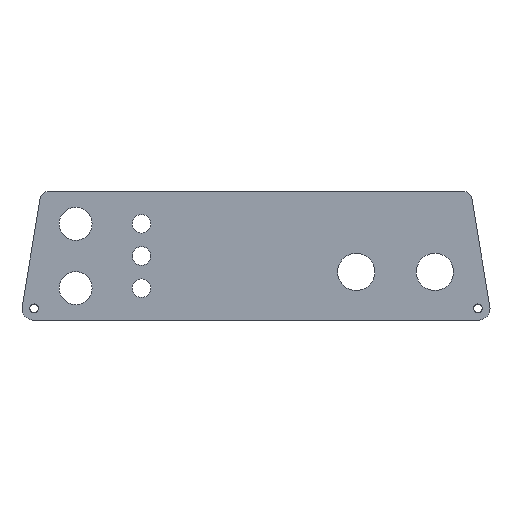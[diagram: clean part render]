
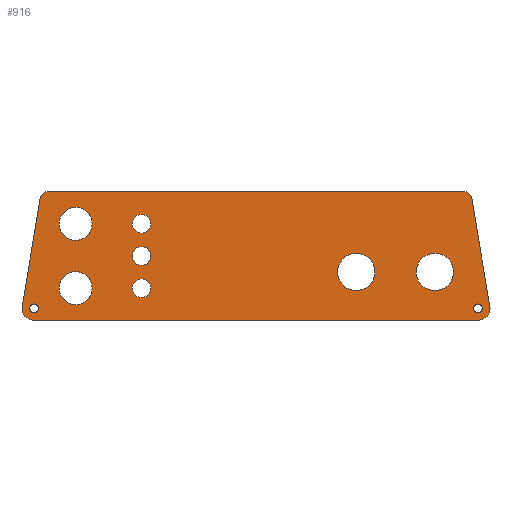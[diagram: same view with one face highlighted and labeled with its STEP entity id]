
A CAD part, top view. The second image highlights one B-rep face of the part: STEP entity #916.
In plain terms, the highlighted planar face has unit normal (0, 0, 1).
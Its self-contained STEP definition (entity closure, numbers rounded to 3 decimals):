
#63=CARTESIAN_POINT('Vertex',(-155.,0.,3.)) ;
#77=CARTESIAN_POINT('Vertex',(155.,0.,3.)) ;
#80=CARTESIAN_POINT('Line Origine',(0.,0.,3.)) ;
#108=CARTESIAN_POINT('Vertex',(163.356,9.864,3.)) ;
#111=CARTESIAN_POINT('Axis2P3D Location',(155.,8.471,3.)) ;
#139=CARTESIAN_POINT('Vertex',(150.822,85.068,3.)) ;
#142=CARTESIAN_POINT('Line Origine',(157.089,47.466,3.)) ;
#170=CARTESIAN_POINT('Vertex',(145.,90.,3.)) ;
#173=CARTESIAN_POINT('Axis2P3D Location',(145.,84.098,3.)) ;
#201=CARTESIAN_POINT('Vertex',(-145.,90.,3.)) ;
#204=CARTESIAN_POINT('Line Origine',(0.,90.,3.)) ;
#232=CARTESIAN_POINT('Vertex',(-150.822,85.068,3.)) ;
#235=CARTESIAN_POINT('Axis2P3D Location',(-145.,84.098,3.)) ;
#263=CARTESIAN_POINT('Vertex',(-163.356,9.864,3.)) ;
#266=CARTESIAN_POINT('Line Origine',(-157.089,47.466,3.)) ;
#288=CARTESIAN_POINT('Axis2P3D Location',(-155.,8.471,3.)) ;
#305=CARTESIAN_POINT('Axis2P3D Location',(70.,33.885,3.)) ;
#309=CARTESIAN_POINT('Vertex',(57.,33.885,3.)) ;
#311=CARTESIAN_POINT('Vertex',(83.,33.885,3.)) ;
#340=CARTESIAN_POINT('Axis2P3D Location',(70.,33.885,3.)) ;
#362=CARTESIAN_POINT('Axis2P3D Location',(125.,33.885,3.)) ;
#366=CARTESIAN_POINT('Vertex',(112.,33.885,3.)) ;
#368=CARTESIAN_POINT('Vertex',(138.,33.885,3.)) ;
#397=CARTESIAN_POINT('Axis2P3D Location',(125.,33.885,3.)) ;
#419=CARTESIAN_POINT('Axis2P3D Location',(-126.,67.5,3.)) ;
#423=CARTESIAN_POINT('Vertex',(-137.5,67.5,3.)) ;
#425=CARTESIAN_POINT('Vertex',(-114.5,67.5,3.)) ;
#454=CARTESIAN_POINT('Axis2P3D Location',(-126.,67.5,3.)) ;
#476=CARTESIAN_POINT('Axis2P3D Location',(-126.,22.5,3.)) ;
#480=CARTESIAN_POINT('Vertex',(-137.5,22.5,3.)) ;
#482=CARTESIAN_POINT('Vertex',(-114.5,22.5,3.)) ;
#511=CARTESIAN_POINT('Axis2P3D Location',(-126.,22.5,3.)) ;
#533=CARTESIAN_POINT('Axis2P3D Location',(-80.,22.5,3.)) ;
#537=CARTESIAN_POINT('Vertex',(-86.5,22.5,3.)) ;
#539=CARTESIAN_POINT('Vertex',(-73.5,22.5,3.)) ;
#568=CARTESIAN_POINT('Axis2P3D Location',(-80.,22.5,3.)) ;
#590=CARTESIAN_POINT('Axis2P3D Location',(-80.,45.,3.)) ;
#594=CARTESIAN_POINT('Vertex',(-86.5,45.,3.)) ;
#596=CARTESIAN_POINT('Vertex',(-73.5,45.,3.)) ;
#625=CARTESIAN_POINT('Axis2P3D Location',(-80.,45.,3.)) ;
#647=CARTESIAN_POINT('Axis2P3D Location',(-80.,67.5,3.)) ;
#651=CARTESIAN_POINT('Vertex',(-86.5,67.5,3.)) ;
#653=CARTESIAN_POINT('Vertex',(-73.5,67.5,3.)) ;
#682=CARTESIAN_POINT('Axis2P3D Location',(-80.,67.5,3.)) ;
#704=CARTESIAN_POINT('Axis2P3D Location',(155.,8.471,3.)) ;
#708=CARTESIAN_POINT('Vertex',(152.,8.471,3.)) ;
#710=CARTESIAN_POINT('Vertex',(158.,8.471,3.)) ;
#739=CARTESIAN_POINT('Axis2P3D Location',(155.,8.471,3.)) ;
#761=CARTESIAN_POINT('Axis2P3D Location',(-155.,8.471,3.)) ;
#765=CARTESIAN_POINT('Vertex',(-158.,8.471,3.)) ;
#767=CARTESIAN_POINT('Vertex',(-152.,8.471,3.)) ;
#796=CARTESIAN_POINT('Axis2P3D Location',(-155.,8.471,3.)) ;
#865=CARTESIAN_POINT('Axis2P3D Location',(0.,0.,3.)) ;
#81=DIRECTION('Vector Direction',(1.,0.,0.)) ;
#112=DIRECTION('Axis2P3D Direction',(0.,0.,1.)) ;
#143=DIRECTION('Vector Direction',(-0.164,0.986,0.)) ;
#174=DIRECTION('Axis2P3D Direction',(0.,0.,1.)) ;
#205=DIRECTION('Vector Direction',(-1.,0.,0.)) ;
#236=DIRECTION('Axis2P3D Direction',(0.,0.,1.)) ;
#267=DIRECTION('Vector Direction',(-0.164,-0.986,0.)) ;
#289=DIRECTION('Axis2P3D Direction',(0.,0.,1.)) ;
#306=DIRECTION('Axis2P3D Direction',(0.,0.,1.)) ;
#341=DIRECTION('Axis2P3D Direction',(0.,0.,1.)) ;
#363=DIRECTION('Axis2P3D Direction',(0.,0.,1.)) ;
#398=DIRECTION('Axis2P3D Direction',(0.,0.,1.)) ;
#420=DIRECTION('Axis2P3D Direction',(0.,0.,1.)) ;
#455=DIRECTION('Axis2P3D Direction',(0.,0.,1.)) ;
#477=DIRECTION('Axis2P3D Direction',(0.,0.,1.)) ;
#512=DIRECTION('Axis2P3D Direction',(0.,0.,1.)) ;
#534=DIRECTION('Axis2P3D Direction',(0.,0.,1.)) ;
#569=DIRECTION('Axis2P3D Direction',(0.,0.,1.)) ;
#591=DIRECTION('Axis2P3D Direction',(0.,0.,1.)) ;
#626=DIRECTION('Axis2P3D Direction',(0.,0.,1.)) ;
#648=DIRECTION('Axis2P3D Direction',(0.,0.,1.)) ;
#683=DIRECTION('Axis2P3D Direction',(0.,0.,1.)) ;
#705=DIRECTION('Axis2P3D Direction',(0.,0.,1.)) ;
#740=DIRECTION('Axis2P3D Direction',(0.,0.,1.)) ;
#762=DIRECTION('Axis2P3D Direction',(0.,0.,1.)) ;
#797=DIRECTION('Axis2P3D Direction',(0.,0.,1.)) ;
#866=DIRECTION('Axis2P3D Direction',(0.,0.,1.)) ;
#867=DIRECTION('Axis2P3D XDirection',(1.,0.,0.)) ;
#113=AXIS2_PLACEMENT_3D('Circle Axis2P3D',#111,#112,$) ;
#175=AXIS2_PLACEMENT_3D('Circle Axis2P3D',#173,#174,$) ;
#237=AXIS2_PLACEMENT_3D('Circle Axis2P3D',#235,#236,$) ;
#290=AXIS2_PLACEMENT_3D('Circle Axis2P3D',#288,#289,$) ;
#307=AXIS2_PLACEMENT_3D('Circle Axis2P3D',#305,#306,$) ;
#342=AXIS2_PLACEMENT_3D('Circle Axis2P3D',#340,#341,$) ;
#364=AXIS2_PLACEMENT_3D('Circle Axis2P3D',#362,#363,$) ;
#399=AXIS2_PLACEMENT_3D('Circle Axis2P3D',#397,#398,$) ;
#421=AXIS2_PLACEMENT_3D('Circle Axis2P3D',#419,#420,$) ;
#456=AXIS2_PLACEMENT_3D('Circle Axis2P3D',#454,#455,$) ;
#478=AXIS2_PLACEMENT_3D('Circle Axis2P3D',#476,#477,$) ;
#513=AXIS2_PLACEMENT_3D('Circle Axis2P3D',#511,#512,$) ;
#535=AXIS2_PLACEMENT_3D('Circle Axis2P3D',#533,#534,$) ;
#570=AXIS2_PLACEMENT_3D('Circle Axis2P3D',#568,#569,$) ;
#592=AXIS2_PLACEMENT_3D('Circle Axis2P3D',#590,#591,$) ;
#627=AXIS2_PLACEMENT_3D('Circle Axis2P3D',#625,#626,$) ;
#649=AXIS2_PLACEMENT_3D('Circle Axis2P3D',#647,#648,$) ;
#684=AXIS2_PLACEMENT_3D('Circle Axis2P3D',#682,#683,$) ;
#706=AXIS2_PLACEMENT_3D('Circle Axis2P3D',#704,#705,$) ;
#741=AXIS2_PLACEMENT_3D('Circle Axis2P3D',#739,#740,$) ;
#763=AXIS2_PLACEMENT_3D('Circle Axis2P3D',#761,#762,$) ;
#798=AXIS2_PLACEMENT_3D('Circle Axis2P3D',#796,#797,$) ;
#868=AXIS2_PLACEMENT_3D('Plane Axis2P3D',#865,#866,#867) ;
#871=ORIENTED_EDGE('',*,*,#84,.T.) ;
#872=ORIENTED_EDGE('',*,*,#115,.T.) ;
#873=ORIENTED_EDGE('',*,*,#146,.T.) ;
#874=ORIENTED_EDGE('',*,*,#177,.T.) ;
#875=ORIENTED_EDGE('',*,*,#208,.T.) ;
#876=ORIENTED_EDGE('',*,*,#239,.T.) ;
#877=ORIENTED_EDGE('',*,*,#270,.T.) ;
#878=ORIENTED_EDGE('',*,*,#292,.T.) ;
#881=ORIENTED_EDGE('',*,*,#313,.F.) ;
#882=ORIENTED_EDGE('',*,*,#344,.F.) ;
#885=ORIENTED_EDGE('',*,*,#370,.F.) ;
#886=ORIENTED_EDGE('',*,*,#401,.F.) ;
#889=ORIENTED_EDGE('',*,*,#427,.F.) ;
#890=ORIENTED_EDGE('',*,*,#458,.F.) ;
#893=ORIENTED_EDGE('',*,*,#484,.F.) ;
#894=ORIENTED_EDGE('',*,*,#515,.F.) ;
#897=ORIENTED_EDGE('',*,*,#541,.F.) ;
#898=ORIENTED_EDGE('',*,*,#572,.F.) ;
#901=ORIENTED_EDGE('',*,*,#598,.F.) ;
#902=ORIENTED_EDGE('',*,*,#629,.F.) ;
#905=ORIENTED_EDGE('',*,*,#655,.F.) ;
#906=ORIENTED_EDGE('',*,*,#686,.F.) ;
#909=ORIENTED_EDGE('',*,*,#712,.F.) ;
#910=ORIENTED_EDGE('',*,*,#743,.F.) ;
#913=ORIENTED_EDGE('',*,*,#769,.F.) ;
#914=ORIENTED_EDGE('',*,*,#800,.F.) ;
#883=FACE_BOUND('',#880,.T.) ;
#887=FACE_BOUND('',#884,.T.) ;
#891=FACE_BOUND('',#888,.T.) ;
#895=FACE_BOUND('',#892,.T.) ;
#899=FACE_BOUND('',#896,.T.) ;
#903=FACE_BOUND('',#900,.T.) ;
#907=FACE_BOUND('',#904,.T.) ;
#911=FACE_BOUND('',#908,.T.) ;
#915=FACE_BOUND('',#912,.T.) ;
#82=VECTOR('Line Direction',#81,1.) ;
#144=VECTOR('Line Direction',#143,1.) ;
#206=VECTOR('Line Direction',#205,1.) ;
#268=VECTOR('Line Direction',#267,1.) ;
#916=ADVANCED_FACE('PartBody',(#879,#883,#887,#891,#895,#899,#903,#907,#911,#915),#869,.T.) ;
#114=CIRCLE('generated circle',#113,8.471) ;
#176=CIRCLE('generated circle',#175,5.902) ;
#238=CIRCLE('generated circle',#237,5.902) ;
#291=CIRCLE('generated circle',#290,8.471) ;
#308=CIRCLE('generated circle',#307,13.) ;
#343=CIRCLE('generated circle',#342,13.) ;
#365=CIRCLE('generated circle',#364,13.) ;
#400=CIRCLE('generated circle',#399,13.) ;
#422=CIRCLE('generated circle',#421,11.5) ;
#457=CIRCLE('generated circle',#456,11.5) ;
#479=CIRCLE('generated circle',#478,11.5) ;
#514=CIRCLE('generated circle',#513,11.5) ;
#536=CIRCLE('generated circle',#535,6.5) ;
#571=CIRCLE('generated circle',#570,6.5) ;
#593=CIRCLE('generated circle',#592,6.5) ;
#628=CIRCLE('generated circle',#627,6.5) ;
#650=CIRCLE('generated circle',#649,6.5) ;
#685=CIRCLE('generated circle',#684,6.5) ;
#707=CIRCLE('generated circle',#706,3.) ;
#742=CIRCLE('generated circle',#741,3.) ;
#764=CIRCLE('generated circle',#763,3.) ;
#799=CIRCLE('generated circle',#798,3.) ;
#84=EDGE_CURVE('',#64,#78,#83,.T.) ;
#115=EDGE_CURVE('',#78,#109,#114,.T.) ;
#146=EDGE_CURVE('',#109,#140,#145,.T.) ;
#177=EDGE_CURVE('',#140,#171,#176,.T.) ;
#208=EDGE_CURVE('',#171,#202,#207,.T.) ;
#239=EDGE_CURVE('',#202,#233,#238,.T.) ;
#270=EDGE_CURVE('',#233,#264,#269,.T.) ;
#292=EDGE_CURVE('',#264,#64,#291,.T.) ;
#313=EDGE_CURVE('',#310,#312,#308,.T.) ;
#344=EDGE_CURVE('',#312,#310,#343,.T.) ;
#370=EDGE_CURVE('',#367,#369,#365,.T.) ;
#401=EDGE_CURVE('',#369,#367,#400,.T.) ;
#427=EDGE_CURVE('',#424,#426,#422,.T.) ;
#458=EDGE_CURVE('',#426,#424,#457,.T.) ;
#484=EDGE_CURVE('',#481,#483,#479,.T.) ;
#515=EDGE_CURVE('',#483,#481,#514,.T.) ;
#541=EDGE_CURVE('',#538,#540,#536,.T.) ;
#572=EDGE_CURVE('',#540,#538,#571,.T.) ;
#598=EDGE_CURVE('',#595,#597,#593,.T.) ;
#629=EDGE_CURVE('',#597,#595,#628,.T.) ;
#655=EDGE_CURVE('',#652,#654,#650,.T.) ;
#686=EDGE_CURVE('',#654,#652,#685,.T.) ;
#712=EDGE_CURVE('',#709,#711,#707,.T.) ;
#743=EDGE_CURVE('',#711,#709,#742,.T.) ;
#769=EDGE_CURVE('',#766,#768,#764,.T.) ;
#800=EDGE_CURVE('',#768,#766,#799,.T.) ;
#870=EDGE_LOOP('',(#871,#872,#873,#874,#875,#876,#877,#878)) ;
#880=EDGE_LOOP('',(#881,#882)) ;
#884=EDGE_LOOP('',(#885,#886)) ;
#888=EDGE_LOOP('',(#889,#890)) ;
#892=EDGE_LOOP('',(#893,#894)) ;
#896=EDGE_LOOP('',(#897,#898)) ;
#900=EDGE_LOOP('',(#901,#902)) ;
#904=EDGE_LOOP('',(#905,#906)) ;
#908=EDGE_LOOP('',(#909,#910)) ;
#912=EDGE_LOOP('',(#913,#914)) ;
#879=FACE_OUTER_BOUND('',#870,.T.) ;
#83=LINE('Line',#80,#82) ;
#145=LINE('Line',#142,#144) ;
#207=LINE('Line',#204,#206) ;
#269=LINE('Line',#266,#268) ;
#869=PLANE('',#868) ;
#64=VERTEX_POINT('',#63) ;
#78=VERTEX_POINT('',#77) ;
#109=VERTEX_POINT('',#108) ;
#140=VERTEX_POINT('',#139) ;
#171=VERTEX_POINT('',#170) ;
#202=VERTEX_POINT('',#201) ;
#233=VERTEX_POINT('',#232) ;
#264=VERTEX_POINT('',#263) ;
#310=VERTEX_POINT('',#309) ;
#312=VERTEX_POINT('',#311) ;
#367=VERTEX_POINT('',#366) ;
#369=VERTEX_POINT('',#368) ;
#424=VERTEX_POINT('',#423) ;
#426=VERTEX_POINT('',#425) ;
#481=VERTEX_POINT('',#480) ;
#483=VERTEX_POINT('',#482) ;
#538=VERTEX_POINT('',#537) ;
#540=VERTEX_POINT('',#539) ;
#595=VERTEX_POINT('',#594) ;
#597=VERTEX_POINT('',#596) ;
#652=VERTEX_POINT('',#651) ;
#654=VERTEX_POINT('',#653) ;
#709=VERTEX_POINT('',#708) ;
#711=VERTEX_POINT('',#710) ;
#766=VERTEX_POINT('',#765) ;
#768=VERTEX_POINT('',#767) ;
